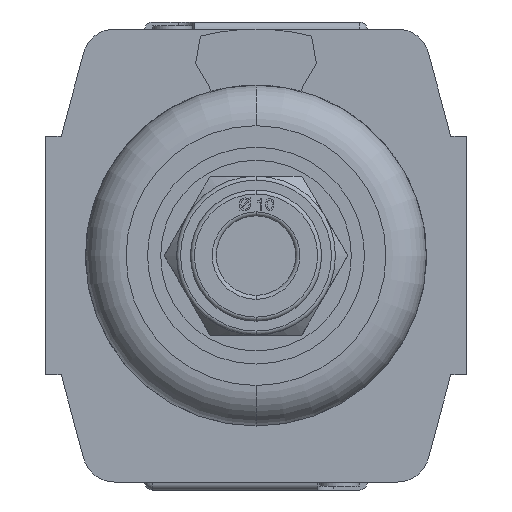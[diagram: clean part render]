
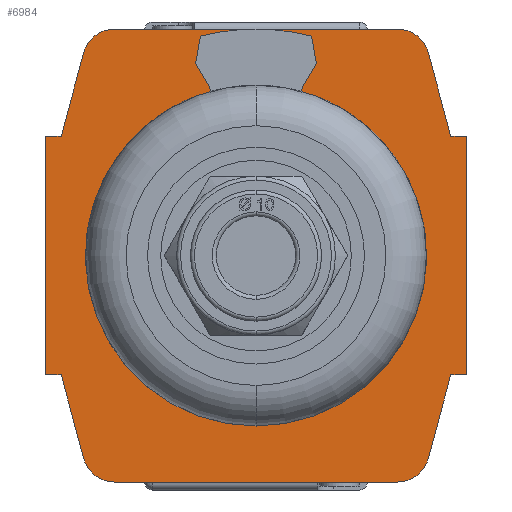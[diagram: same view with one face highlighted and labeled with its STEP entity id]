
A CAD part, front view. The second image highlights one B-rep face of the part: STEP entity #6984.
In plain terms, the highlighted planar face has unit normal (0, -1, 0).
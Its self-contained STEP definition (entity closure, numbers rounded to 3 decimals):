
#29 = CARTESIAN_POINT ( 'NONE',  ( -26.5, -31.8, 15. ) ) ;
#45 = PLANE ( 'NONE',  #3000 ) ;
#96 = ORIENTED_EDGE ( 'NONE', *, *, #5663, .F. ) ;
#150 = DIRECTION ( 'NONE',  ( -1., 0., 0. ) ) ;
#201 = CARTESIAN_POINT ( 'NONE',  ( 20.9, -31.8, 28.5 ) ) ;
#301 = LINE ( 'NONE', #9018, #11450 ) ;
#364 = DIRECTION ( 'NONE',  ( -1., 0., 0. ) ) ;
#469 = LINE ( 'NONE', #2204, #480 ) ;
#480 = VECTOR ( 'NONE', #12159, 1000. ) ;
#498 = ORIENTED_EDGE ( 'NONE', *, *, #4992, .F. ) ;
#715 = DIRECTION ( 'NONE',  ( 0., -1., 0. ) ) ;
#821 = VERTEX_POINT ( 'NONE', #11932 ) ;
#876 = CARTESIAN_POINT ( 'NONE',  ( 24.517, -31.8, -15. ) ) ;
#1029 = VECTOR ( 'NONE', #10330, 1000. ) ;
#1040 = DIRECTION ( 'NONE',  ( 0., -1., 0. ) ) ;
#1174 = AXIS2_PLACEMENT_3D ( 'NONE', #6266, #1530, #2734 ) ;
#1263 = CARTESIAN_POINT ( 'NONE',  ( -20.9, -31.8, -28.5 ) ) ;
#1283 = DIRECTION ( 'NONE',  ( 1., 0., 0. ) ) ;
#1297 = CARTESIAN_POINT ( 'NONE',  ( -21.694, -31.8, 25.535 ) ) ;
#1339 = LINE ( 'NONE', #1263, #11340 ) ;
#1530 = DIRECTION ( 'NONE',  ( 0., -1., 0. ) ) ;
#1897 = DIRECTION ( 'NONE',  ( -0.259, 0., 0.966 ) ) ;
#1997 = LINE ( 'NONE', #5606, #6090 ) ;
#2061 = VECTOR ( 'NONE', #150, 1000. ) ;
#2074 = VECTOR ( 'NONE', #2455, 1000. ) ;
#2150 = LINE ( 'NONE', #7330, #2061 ) ;
#2169 = AXIS2_PLACEMENT_3D ( 'NONE', #9847, #6586, #7557 ) ;
#2204 = CARTESIAN_POINT ( 'NONE',  ( -26.5, -31.8, -15. ) ) ;
#2234 = DIRECTION ( 'NONE',  ( 1., 0., 0. ) ) ;
#2289 = EDGE_CURVE ( 'NONE', #4158, #6451, #9991, .T. ) ;
#2455 = DIRECTION ( 'NONE',  ( 1., 0., 0. ) ) ;
#2734 = DIRECTION ( 'NONE',  ( 0., 0., -1. ) ) ;
#2768 = EDGE_LOOP ( 'NONE', ( #11434, #6323, #4875, #8669, #3370, #498, #2896, #5007, #4765, #7048, #9731, #4080, #96, #3026, #6444, #9902 ) ) ;
#2816 = CARTESIAN_POINT ( 'NONE',  ( 20.9, -31.8, -28.5 ) ) ;
#2896 = ORIENTED_EDGE ( 'NONE', *, *, #4324, .F. ) ;
#2933 = CARTESIAN_POINT ( 'NONE',  ( -24.517, -31.8, 15. ) ) ;
#2960 = CARTESIAN_POINT ( 'NONE',  ( 26.5, -31.8, -15. ) ) ;
#3000 = AXIS2_PLACEMENT_3D ( 'NONE', #7229, #1040, #10796 ) ;
#3026 = ORIENTED_EDGE ( 'NONE', *, *, #9481, .F. ) ;
#3370 = ORIENTED_EDGE ( 'NONE', *, *, #4390, .F. ) ;
#3388 = CARTESIAN_POINT ( 'NONE',  ( -24.517, -31.8, -15. ) ) ;
#3492 = CARTESIAN_POINT ( 'NONE',  ( -17.831, -31.8, -28.5 ) ) ;
#4020 = CARTESIAN_POINT ( 'NONE',  ( 24.517, -31.8, 15. ) ) ;
#4023 = LINE ( 'NONE', #8533, #9583 ) ;
#4080 = ORIENTED_EDGE ( 'NONE', *, *, #2289, .F. ) ;
#4158 = VERTEX_POINT ( 'NONE', #2960 ) ;
#4235 = CIRCLE ( 'NONE', #2169, 4. ) ;
#4324 = EDGE_CURVE ( 'NONE', #11690, #5669, #1339, .T. ) ;
#4390 = EDGE_CURVE ( 'NONE', #7033, #6174, #469, .T. ) ;
#4583 = FACE_OUTER_BOUND ( 'NONE', #2768, .T. ) ;
#4765 = ORIENTED_EDGE ( 'NONE', *, *, #9006, .F. ) ;
#4785 = VERTEX_POINT ( 'NONE', #11920 ) ;
#4875 = ORIENTED_EDGE ( 'NONE', *, *, #4980, .F. ) ;
#4980 = EDGE_CURVE ( 'NONE', #821, #7495, #4023, .T. ) ;
#4985 = LINE ( 'NONE', #201, #9385 ) ;
#4992 = EDGE_CURVE ( 'NONE', #5669, #7033, #301, .T. ) ;
#5007 = ORIENTED_EDGE ( 'NONE', *, *, #10927, .T. ) ;
#5008 = EDGE_CURVE ( 'NONE', #6451, #8303, #11822, .T. ) ;
#5016 = CIRCLE ( 'NONE', #5777, 4. ) ;
#5103 = CARTESIAN_POINT ( 'NONE',  ( -17.831, -31.8, 28.5 ) ) ;
#5197 = VERTEX_POINT ( 'NONE', #5103 ) ;
#5214 = AXIS2_PLACEMENT_3D ( 'NONE', #11286, #715, #8857 ) ;
#5307 = VERTEX_POINT ( 'NONE', #3492 ) ;
#5606 = CARTESIAN_POINT ( 'NONE',  ( 20.9, -31.8, 28.5 ) ) ;
#5663 = EDGE_CURVE ( 'NONE', #8541, #4158, #11937, .T. ) ;
#5669 = VERTEX_POINT ( 'NONE', #3388 ) ;
#5709 = CARTESIAN_POINT ( 'NONE',  ( 21.694, -31.8, 25.535 ) ) ;
#5777 = AXIS2_PLACEMENT_3D ( 'NONE', #8946, #8940, #9904 ) ;
#5894 = VERTEX_POINT ( 'NONE', #4020 ) ;
#6090 = VECTOR ( 'NONE', #11072, 1000. ) ;
#6107 = CARTESIAN_POINT ( 'NONE',  ( 24.517, -31.8, -15. ) ) ;
#6174 = VERTEX_POINT ( 'NONE', #29 ) ;
#6266 = CARTESIAN_POINT ( 'NONE',  ( 17.831, -31.8, -24.5 ) ) ;
#6323 = ORIENTED_EDGE ( 'NONE', *, *, #6526, .T. ) ;
#6363 = CIRCLE ( 'NONE', #1174, 4. ) ;
#6444 = ORIENTED_EDGE ( 'NONE', *, *, #8717, .F. ) ;
#6451 = VERTEX_POINT ( 'NONE', #876 ) ;
#6526 = EDGE_CURVE ( 'NONE', #5197, #7495, #5016, .T. ) ;
#6586 = DIRECTION ( 'NONE',  ( 0., -1., 0. ) ) ;
#6703 = VERTEX_POINT ( 'NONE', #5709 ) ;
#6803 = CARTESIAN_POINT ( 'NONE',  ( -26.5, -31.8, -15. ) ) ;
#6984 = ADVANCED_FACE ( 'NONE', ( #4583 ), #45, .T. ) ;
#6994 = CARTESIAN_POINT ( 'NONE',  ( 24.517, -31.8, 15. ) ) ;
#7033 = VERTEX_POINT ( 'NONE', #6803 ) ;
#7048 = ORIENTED_EDGE ( 'NONE', *, *, #7881, .T. ) ;
#7198 = CARTESIAN_POINT ( 'NONE',  ( -21.694, -31.8, -25.535 ) ) ;
#7229 = CARTESIAN_POINT ( 'NONE',  ( -32.556, -31.8, 15. ) ) ;
#7330 = CARTESIAN_POINT ( 'NONE',  ( 20.9, -31.8, -28.5 ) ) ;
#7428 = EDGE_CURVE ( 'NONE', #6174, #821, #8640, .T. ) ;
#7495 = VERTEX_POINT ( 'NONE', #1297 ) ;
#7557 = DIRECTION ( 'NONE',  ( 0., 0., -1. ) ) ;
#7601 = VECTOR ( 'NONE', #364, 1000. ) ;
#7881 = EDGE_CURVE ( 'NONE', #8990, #8303, #6363, .T. ) ;
#8186 = CARTESIAN_POINT ( 'NONE',  ( 26.5, -31.8, 15. ) ) ;
#8303 = VERTEX_POINT ( 'NONE', #10730 ) ;
#8492 = CIRCLE ( 'NONE', #5214, 4. ) ;
#8533 = CARTESIAN_POINT ( 'NONE',  ( -20.9, -31.8, 28.5 ) ) ;
#8541 = VERTEX_POINT ( 'NONE', #8186 ) ;
#8640 = LINE ( 'NONE', #2933, #10115 ) ;
#8669 = ORIENTED_EDGE ( 'NONE', *, *, #7428, .F. ) ;
#8717 = EDGE_CURVE ( 'NONE', #6703, #5894, #1997, .T. ) ;
#8782 = DIRECTION ( 'NONE',  ( 0.259, 0., 0.966 ) ) ;
#8826 = DIRECTION ( 'NONE',  ( -0.259, 0., -0.966 ) ) ;
#8857 = DIRECTION ( 'NONE',  ( 0., 0., -1. ) ) ;
#8940 = DIRECTION ( 'NONE',  ( 0., -1., 0. ) ) ;
#8946 = CARTESIAN_POINT ( 'NONE',  ( -17.831, -31.8, 24.5 ) ) ;
#8990 = VERTEX_POINT ( 'NONE', #9548 ) ;
#9006 = EDGE_CURVE ( 'NONE', #8990, #5307, #2150, .T. ) ;
#9018 = CARTESIAN_POINT ( 'NONE',  ( -24.517, -31.8, -15. ) ) ;
#9073 = DIRECTION ( 'NONE',  ( -1., 0., 0. ) ) ;
#9385 = VECTOR ( 'NONE', #1283, 1000. ) ;
#9481 = EDGE_CURVE ( 'NONE', #5894, #8541, #12094, .T. ) ;
#9548 = CARTESIAN_POINT ( 'NONE',  ( 17.831, -31.8, -28.5 ) ) ;
#9583 = VECTOR ( 'NONE', #8782, 1000. ) ;
#9731 = ORIENTED_EDGE ( 'NONE', *, *, #5008, .F. ) ;
#9847 = CARTESIAN_POINT ( 'NONE',  ( 17.831, -31.8, 24.5 ) ) ;
#9902 = ORIENTED_EDGE ( 'NONE', *, *, #11912, .T. ) ;
#9904 = DIRECTION ( 'NONE',  ( 0., 0., -1. ) ) ;
#9991 = LINE ( 'NONE', #6107, #7601 ) ;
#10115 = VECTOR ( 'NONE', #2234, 1000. ) ;
#10330 = DIRECTION ( 'NONE',  ( 0., 0., -1. ) ) ;
#10730 = CARTESIAN_POINT ( 'NONE',  ( 21.694, -31.8, -25.535 ) ) ;
#10796 = DIRECTION ( 'NONE',  ( 0., 0., -1. ) ) ;
#10927 = EDGE_CURVE ( 'NONE', #11690, #5307, #8492, .T. ) ;
#11052 = VECTOR ( 'NONE', #8826, 1000. ) ;
#11072 = DIRECTION ( 'NONE',  ( 0.259, 0., -0.966 ) ) ;
#11286 = CARTESIAN_POINT ( 'NONE',  ( -17.831, -31.8, -24.5 ) ) ;
#11340 = VECTOR ( 'NONE', #1897, 1000. ) ;
#11403 = CARTESIAN_POINT ( 'NONE',  ( 26.5, -31.8, -15. ) ) ;
#11434 = ORIENTED_EDGE ( 'NONE', *, *, #11463, .F. ) ;
#11450 = VECTOR ( 'NONE', #9073, 1000. ) ;
#11463 = EDGE_CURVE ( 'NONE', #5197, #4785, #4985, .T. ) ;
#11690 = VERTEX_POINT ( 'NONE', #7198 ) ;
#11822 = LINE ( 'NONE', #2816, #11052 ) ;
#11912 = EDGE_CURVE ( 'NONE', #6703, #4785, #4235, .T. ) ;
#11920 = CARTESIAN_POINT ( 'NONE',  ( 17.831, -31.8, 28.5 ) ) ;
#11932 = CARTESIAN_POINT ( 'NONE',  ( -24.517, -31.8, 15. ) ) ;
#11937 = LINE ( 'NONE', #11403, #1029 ) ;
#12094 = LINE ( 'NONE', #6994, #2074 ) ;
#12159 = DIRECTION ( 'NONE',  ( 0., 0., 1. ) ) ;
